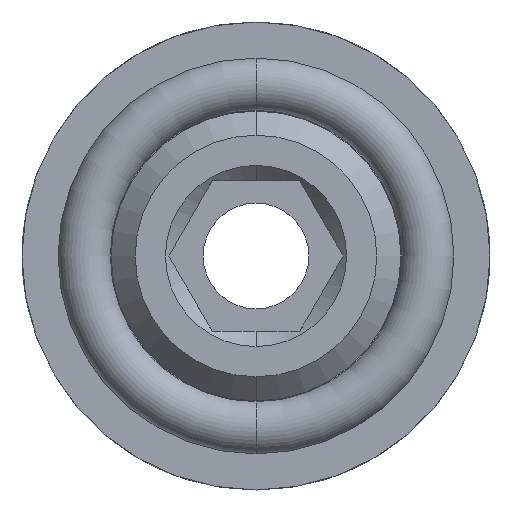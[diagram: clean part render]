
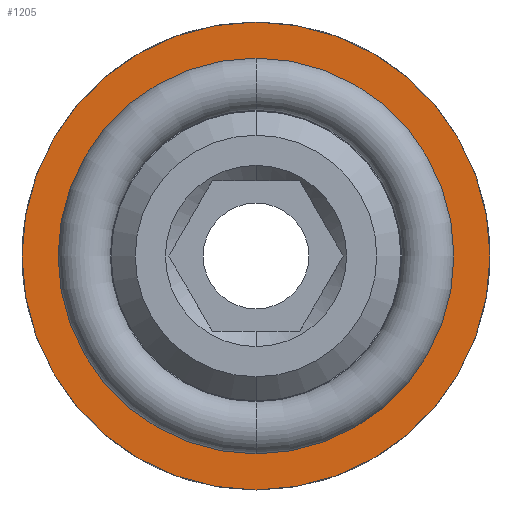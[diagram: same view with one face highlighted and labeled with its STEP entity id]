
A CAD part, front view. The second image highlights one B-rep face of the part: STEP entity #1205.
In plain terms, the highlighted planar face has unit normal (0, -1, 0).
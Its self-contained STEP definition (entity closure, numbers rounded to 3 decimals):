
#5 = AXIS2_PLACEMENT_3D ( 'NONE', #1756, #1757, #1758 ) ;
#97 = FACE_OUTER_BOUND ( 'NONE', #418, .T. ) ;
#140 = FACE_BOUND ( 'NONE', #406, .T. ) ;
#176 = VERTEX_POINT ( 'NONE', #544 ) ;
#208 = VERTEX_POINT ( 'NONE', #539 ) ;
#223 = VERTEX_POINT ( 'NONE', #535 ) ;
#255 = VERTEX_POINT ( 'NONE', #1941 ) ;
#400 = ORIENTED_EDGE ( 'NONE', *, *, #1111, .T. ) ;
#406 = EDGE_LOOP ( 'NONE', ( #1057, #1000 ) ) ;
#418 = EDGE_LOOP ( 'NONE', ( #419, #400 ) ) ;
#419 = ORIENTED_EDGE ( 'NONE', *, *, #1262, .T. ) ;
#484 = AXIS2_PLACEMENT_3D ( 'NONE', #1950, #1955, #1948 ) ;
#522 = CIRCLE ( 'NONE', #484, 7.75 ) ;
#535 = CARTESIAN_POINT ( 'NONE',  ( 0., 6., -7.75 ) ) ;
#539 = CARTESIAN_POINT ( 'NONE',  ( 0., 6., -6.555 ) ) ;
#544 = CARTESIAN_POINT ( 'NONE',  ( 0., 6., 7.75 ) ) ;
#605 = CIRCLE ( 'NONE', #5, 6.555 ) ;
#617 = AXIS2_PLACEMENT_3D ( 'NONE', #1505, #1506, #1507 ) ;
#668 = CIRCLE ( 'NONE', #703, 7.75 ) ;
#670 = CIRCLE ( 'NONE', #672, 6.555 ) ;
#672 = AXIS2_PLACEMENT_3D ( 'NONE', #1650, #1651, #1652 ) ;
#703 = AXIS2_PLACEMENT_3D ( 'NONE', #1688, #1689, #1690 ) ;
#1000 = ORIENTED_EDGE ( 'NONE', *, *, #1247, .T. ) ;
#1057 = ORIENTED_EDGE ( 'NONE', *, *, #1287, .T. ) ;
#1111 = EDGE_CURVE ( 'NONE', #176, #223, #522, .T. ) ;
#1205 = ADVANCED_FACE ( 'NONE', ( #97, #140 ), #1504, .T. ) ;
#1247 = EDGE_CURVE ( 'NONE', #255, #208, #670, .T. ) ;
#1262 = EDGE_CURVE ( 'NONE', #223, #176, #668, .T. ) ;
#1287 = EDGE_CURVE ( 'NONE', #208, #255, #605, .T. ) ;
#1504 = PLANE ( 'NONE',  #617 ) ;
#1505 = CARTESIAN_POINT ( 'NONE',  ( 7.75, 6., 0. ) ) ;
#1506 = DIRECTION ( 'NONE',  ( 0., -1., 0. ) ) ;
#1507 = DIRECTION ( 'NONE',  ( 0., 0., -1. ) ) ;
#1650 = CARTESIAN_POINT ( 'NONE',  ( 0., 6., 0. ) ) ;
#1651 = DIRECTION ( 'NONE',  ( 0., 1., 0. ) ) ;
#1652 = DIRECTION ( 'NONE',  ( 0., 0., -1. ) ) ;
#1688 = CARTESIAN_POINT ( 'NONE',  ( 0., 6., 0. ) ) ;
#1689 = DIRECTION ( 'NONE',  ( 0., -1., 0. ) ) ;
#1690 = DIRECTION ( 'NONE',  ( 0., 0., -1. ) ) ;
#1756 = CARTESIAN_POINT ( 'NONE',  ( 0., 6., 0. ) ) ;
#1757 = DIRECTION ( 'NONE',  ( 0., 1., 0. ) ) ;
#1758 = DIRECTION ( 'NONE',  ( 0., 0., -1. ) ) ;
#1941 = CARTESIAN_POINT ( 'NONE',  ( 0., 6., 6.555 ) ) ;
#1948 = DIRECTION ( 'NONE',  ( 0., 0., -1. ) ) ;
#1950 = CARTESIAN_POINT ( 'NONE',  ( 0., 6., 0. ) ) ;
#1955 = DIRECTION ( 'NONE',  ( 0., -1., 0. ) ) ;
